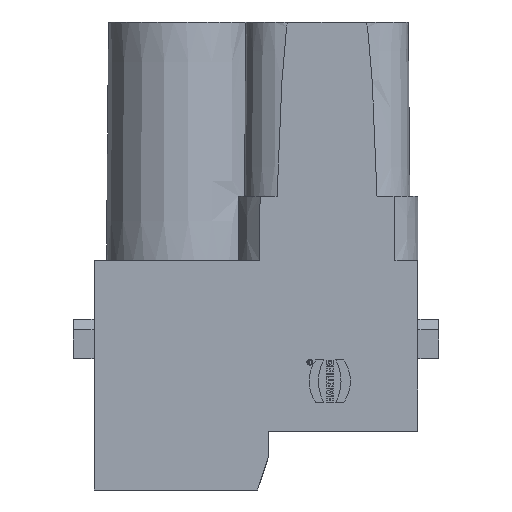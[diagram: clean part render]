
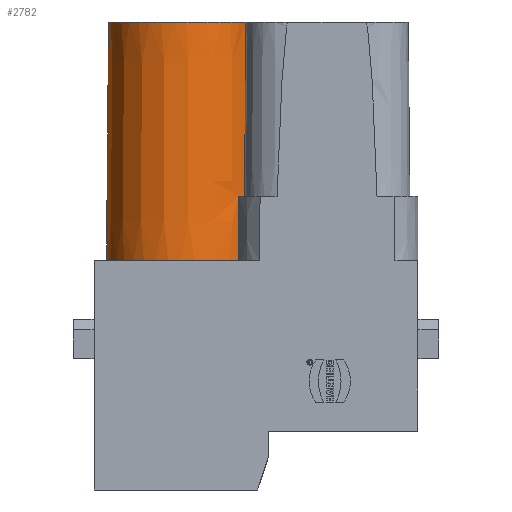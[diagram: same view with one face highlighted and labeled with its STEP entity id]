
A CAD part, left-side view. The second image highlights one B-rep face of the part: STEP entity #2782.
In plain terms, the highlighted conical face has half-angle 0.5 degrees and reference radius 6.799 mm.
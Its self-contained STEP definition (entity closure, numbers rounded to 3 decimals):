
#2189=FACE_OUTER_BOUND('',#3306,.T.);
#2782=ADVANCED_FACE('',(#2189),#3044,.T.);
#3044=CONICAL_SURFACE('',#9280,6.799,0.5);
#3306=EDGE_LOOP('',(#4198,#4199,#4200,#4201,#4202,#4203,#4204,#4205));
#4198=ORIENTED_EDGE('',*,*,#6290,.T.);
#4199=ORIENTED_EDGE('',*,*,#6269,.T.);
#4200=ORIENTED_EDGE('',*,*,#6272,.T.);
#4201=ORIENTED_EDGE('',*,*,#6274,.T.);
#4202=ORIENTED_EDGE('',*,*,#6291,.F.);
#4203=ORIENTED_EDGE('',*,*,#6284,.F.);
#4204=ORIENTED_EDGE('',*,*,#6286,.T.);
#4205=ORIENTED_EDGE('',*,*,#6289,.T.);
#5622=VERTEX_POINT('',#13250);
#5623=VERTEX_POINT('',#13255);
#5624=VERTEX_POINT('',#13259);
#5625=VERTEX_POINT('',#13263);
#5630=VERTEX_POINT('',#13285);
#5631=VERTEX_POINT('',#13290);
#5632=VERTEX_POINT('',#13294);
#5633=VERTEX_POINT('',#13298);
#6269=EDGE_CURVE('',#5623,#5622,#6842,.T.);
#6272=EDGE_CURVE('',#5622,#5624,#7019,.T.);
#6274=EDGE_CURVE('',#5624,#5625,#6843,.T.);
#6284=EDGE_CURVE('',#5630,#5631,#6844,.T.);
#6286=EDGE_CURVE('',#5630,#5632,#7027,.T.);
#6289=EDGE_CURVE('',#5632,#5633,#6845,.T.);
#6290=EDGE_CURVE('',#5633,#5623,#7030,.T.);
#6291=EDGE_CURVE('',#5631,#5625,#7031,.T.);
#6842=B_SPLINE_CURVE_WITH_KNOTS('',3,(#13251,#13252,#13253,#13254),
 .UNSPECIFIED.,.F.,.F.,(4,4),(0.,1.),.UNSPECIFIED.);
#6843=B_SPLINE_CURVE_WITH_KNOTS('',3,(#13264,#13265,#13266,#13267),
 .UNSPECIFIED.,.F.,.F.,(4,4),(0.,1.),.UNSPECIFIED.);
#6844=B_SPLINE_CURVE_WITH_KNOTS('',3,(#13286,#13287,#13288,#13289),
 .UNSPECIFIED.,.F.,.F.,(4,4),(0.,1.),.UNSPECIFIED.);
#6845=B_SPLINE_CURVE_WITH_KNOTS('',3,(#13299,#13300,#13301,#13302),
 .UNSPECIFIED.,.F.,.F.,(4,4),(0.,1.),.UNSPECIFIED.);
#7019=CIRCLE('',#9259,6.942);
#7027=CIRCLE('',#9273,6.942);
#7030=CIRCLE('',#9278,6.995);
#7031=CIRCLE('',#9279,6.8);
#9259=AXIS2_PLACEMENT_3D('',#13260,#10157,#10158);
#9273=AXIS2_PLACEMENT_3D('',#13293,#10189,#10190);
#9278=AXIS2_PLACEMENT_3D('',#13304,#10199,#10200);
#9279=AXIS2_PLACEMENT_3D('',#13305,#10201,#10202);
#9280=AXIS2_PLACEMENT_3D('',#13306,#10203,#10204);
#10157=DIRECTION('',(0.,0.,1.));
#10158=DIRECTION('',(-0.633,-0.774,0.));
#10189=DIRECTION('',(0.,0.,1.));
#10190=DIRECTION('',(0.622,-0.783,0.));
#10199=DIRECTION('',(0.,0.,1.));
#10200=DIRECTION('',(0.904,0.427,0.));
#10201=DIRECTION('',(0.,0.,1.));
#10202=DIRECTION('',(0.622,-0.783,0.));
#10203=DIRECTION('',(0.,0.,-1.));
#10204=DIRECTION('',(0.311,-0.951,0.));
#13250=CARTESIAN_POINT('',(-4.392,1.623,15.2));
#13251=CARTESIAN_POINT('',(-4.5,1.645,9.2));
#13252=CARTESIAN_POINT('',(-4.464,1.638,11.199));
#13253=CARTESIAN_POINT('',(-4.428,1.63,13.199));
#13254=CARTESIAN_POINT('',(-4.392,1.623,15.2));
#13255=CARTESIAN_POINT('',(-4.5,1.645,9.2));
#13259=CARTESIAN_POINT('',(-3.628,1.081,15.2));
#13260=CARTESIAN_POINT('',(0.,7.,15.2));
#13263=CARTESIAN_POINT('',(-3.091,0.943,31.5));
#13264=CARTESIAN_POINT('',(-3.628,1.081,15.2));
#13265=CARTESIAN_POINT('',(-3.478,1.045,20.634));
#13266=CARTESIAN_POINT('',(-3.314,1.004,26.068));
#13267=CARTESIAN_POINT('',(-3.091,0.943,31.5));
#13285=CARTESIAN_POINT('',(3.628,1.081,15.2));
#13286=CARTESIAN_POINT('',(3.628,1.081,15.2));
#13287=CARTESIAN_POINT('',(3.478,1.045,20.634));
#13288=CARTESIAN_POINT('',(3.314,1.004,26.068));
#13289=CARTESIAN_POINT('',(3.091,0.943,31.5));
#13290=CARTESIAN_POINT('',(3.091,0.943,31.5));
#13293=CARTESIAN_POINT('',(0.,7.,15.2));
#13294=CARTESIAN_POINT('',(4.392,1.623,15.2));
#13298=CARTESIAN_POINT('',(4.5,1.645,9.2));
#13299=CARTESIAN_POINT('',(4.392,1.623,15.2));
#13300=CARTESIAN_POINT('',(4.428,1.63,13.199));
#13301=CARTESIAN_POINT('',(4.464,1.638,11.199));
#13302=CARTESIAN_POINT('',(4.5,1.645,9.2));
#13304=CARTESIAN_POINT('',(0.,7.,9.2));
#13305=CARTESIAN_POINT('',(0.,7.,31.5));
#13306=CARTESIAN_POINT('',(0.,7.,31.6));
